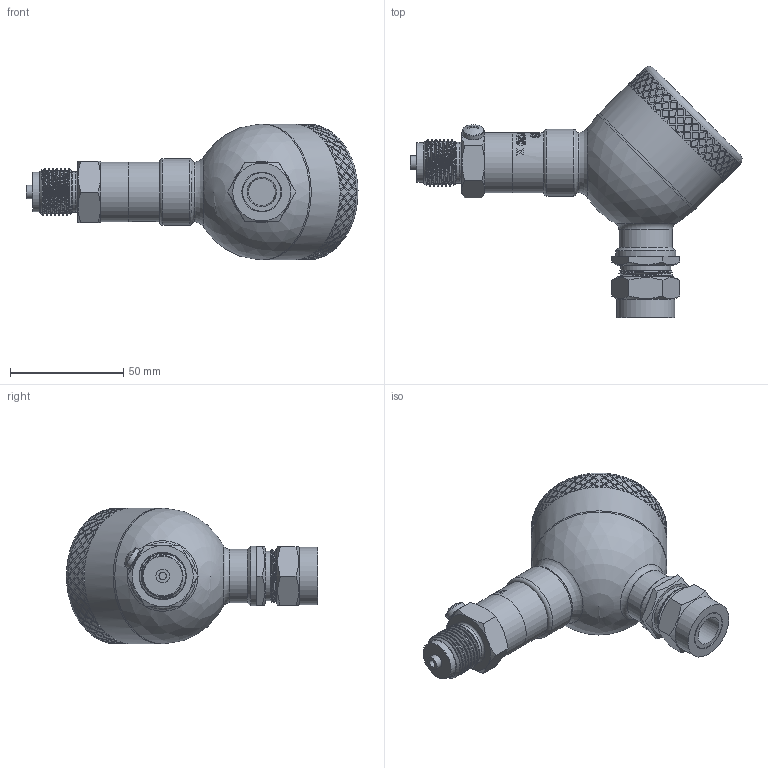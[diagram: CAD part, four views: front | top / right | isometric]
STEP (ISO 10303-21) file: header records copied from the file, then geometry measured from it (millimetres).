
FILE_DESCRIPTION(/* description */ (''),/* implementation_level */ '2;1');
FILE_NAME(/* name */ 'APZ3420x_G1''2EN_CableGlandM20x1,5Exd_display.step',/* time_stamp */ '2021-07-02T14:24:10+03:00',/* author */ (''),/* organization */ (''),/* preprocessor_version */ 'ST-DEVELOPER v18.1',/* originating_system */ 'Autodesk Translation Framework v10.9.0.1377',/* authorisation */ '');
FILE_SCHEMA (('AUTOMOTIVE_DESIGN { 1 0 10303 214 3 1 1 }'));
Length unit declared in the file: millimetre
Products named in the file (8): АПЗ 3420 х заполненный; G 1\2 EN; Field housing; Cover for display; Display; Main body; screw M6x1 v1; M20x1,5 steel cable gland Ex d v3
Assembly tree (7 placements, depth 3):
  АПЗ 3420 х заполненный
    G 1\2 EN
    Field housing
      Cover for display
      Display
      Main body
    screw M6x1 v1
    M20x1,5 steel cable gland Ex d v3
Bounding box: 146.88 x 111.09 x 60.1 mm (x, y, z)
Volume: 235386.6 mm3; surface area: 52397.4 mm2
Topology: 14 solids, 14 shells, 1625 faces, 4055 edges, 2664 vertices
Faces by surface type: bspline 964, cylinder 344, plane 268, cone 32, torus 15, sphere 2
Full cylindrical faces by diameter (mm): 3.3 x1, 4.744 x3, 5 x4, 5.035 x3, 5.884 x4, 6 x1, 6.147 x2, 9.6 x1, 12 x1, 13 x1, 17 x2, 17.5 x1, 17.6 x1, 18 x1, 18.137 x7, 18.631 x6, 19.85 x6, 21 x1, 22 x1, 22.132 x1, 22.4 x1, 23.6 x1, 24.5 x2, 25.6 x1, 26.5 x3, 29.5 x1, 41 x3, 46 x2, 52.5 x1, 53 x1
Entity records: 71686 total; most frequent: CARTESIAN_POINT 40654, ORIENTED_EDGE 8104, EDGE_CURVE 4052, DIRECTION 3046, B_SPLINE_CURVE_WITH_KNOTS 2740, VERTEX_POINT 2664, EDGE_LOOP 1866, FACE_OUTER_BOUND 1625
